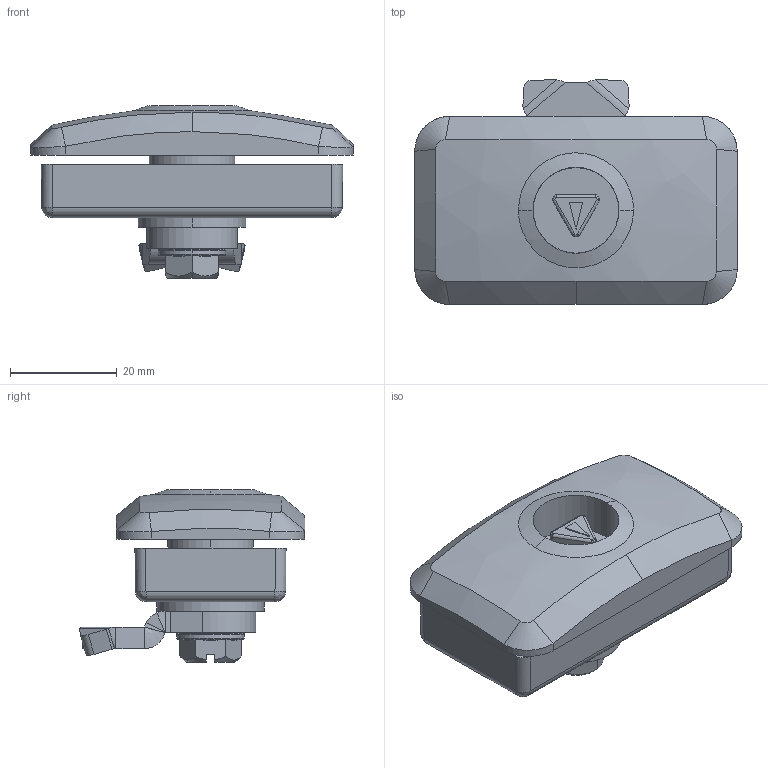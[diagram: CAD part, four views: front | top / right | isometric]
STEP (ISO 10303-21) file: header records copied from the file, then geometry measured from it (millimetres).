
FILE_DESCRIPTION (( 'STEP AP203' ), '1' );
FILE_NAME ('KYP03.78.5.06.L.STEP', '2022-05-20T13:53:29', ( '' ), ( '' ), 'SwSTEP 2.0', 'SolidWorks 2021', '' );
FILE_SCHEMA (( 'CONFIG_CONTROL_DESIGN' ));
Length unit declared in the file: millimetre
Products named in the file (1): KYP03.78.5.06.L
Bounding box: 60.36 x 42.13 x 32.36 mm (x, y, z)
Surface area: 10115.5 mm2 (no closed solid volume)
Topology: 0 solids, 31 shells, 257 faces, 716 edges, 488 vertices
Faces by surface type: plane 130, cylinder 49, bspline 46, torus 12, cone 11, sphere 9
Entity records: 9930 total; most frequent: CARTESIAN_POINT 3956, ORIENTED_EDGE 1228, DIRECTION 1017, EDGE_CURVE 712, VERTEX_POINT 488, VECTOR 339, AXIS2_PLACEMENT_3D 339, LINE 339
